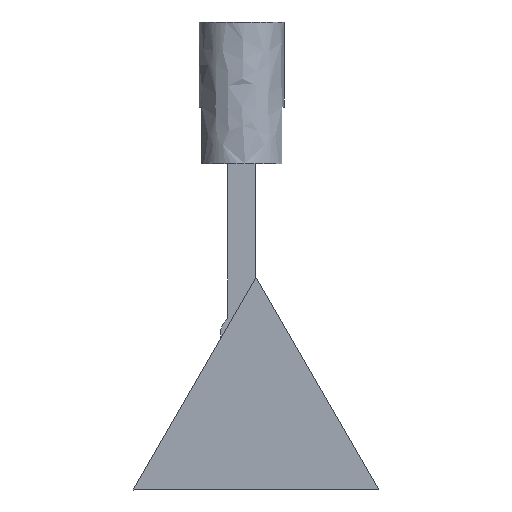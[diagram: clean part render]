
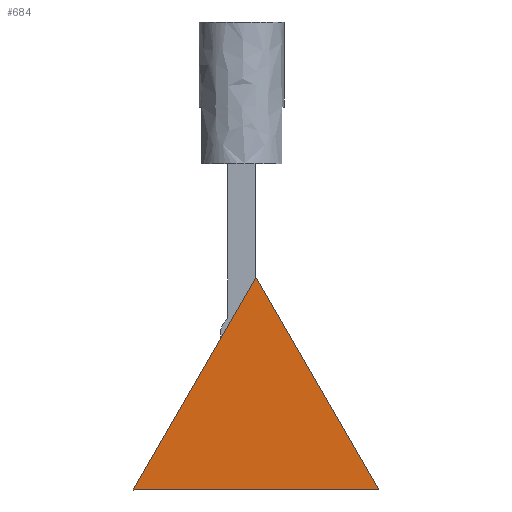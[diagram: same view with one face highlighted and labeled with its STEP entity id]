
A CAD part, left-side view. The second image highlights one B-rep face of the part: STEP entity #684.
In plain terms, the highlighted free-form (B-spline) face has degree [1, 1] with [2, 2] control points.
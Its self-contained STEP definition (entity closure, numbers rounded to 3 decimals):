
#623 = VERTEX_POINT('',#624);
#624 = CARTESIAN_POINT('',(-12.958,-6.479,
    -51.831));
#629 = EDGE_CURVE('',#623,#630,#632,.T.);
#630 = VERTEX_POINT('',#631);
#631 = CARTESIAN_POINT('',(-12.958,-62.587,
    -149.014));
#632 = B_SPLINE_CURVE_WITH_KNOTS('',1,(#633,#634),.UNSPECIFIED.,.F.,.F.,
  (2,2),(0.,86.603),.PIECEWISE_BEZIER_KNOTS.);
#633 = CARTESIAN_POINT('',(-12.958,-6.479,
    -51.831));
#634 = CARTESIAN_POINT('',(-12.958,-62.587,
    -149.014));
#651 = VERTEX_POINT('',#652);
#652 = CARTESIAN_POINT('',(-12.958,49.63,
    -149.014));
#657 = EDGE_CURVE('',#651,#623,#658,.T.);
#658 = B_SPLINE_CURVE_WITH_KNOTS('',1,(#659,#660),.UNSPECIFIED.,.F.,.F.,
  (2,2),(0.,86.603),.PIECEWISE_BEZIER_KNOTS.);
#659 = CARTESIAN_POINT('',(-12.958,49.63,
    -149.014));
#660 = CARTESIAN_POINT('',(-12.958,-6.479,
    -51.831));
#673 = EDGE_CURVE('',#630,#651,#674,.T.);
#674 = B_SPLINE_CURVE_WITH_KNOTS('',1,(#675,#676),.UNSPECIFIED.,.F.,.F.,
  (2,2),(0.,86.603),.PIECEWISE_BEZIER_KNOTS.);
#675 = CARTESIAN_POINT('',(-12.958,-62.587,
    -149.014));
#676 = CARTESIAN_POINT('',(-12.958,49.63,
    -149.014));
#684 = ADVANCED_FACE('',(#685),#690,.F.);
#685 = FACE_BOUND('',#686,.F.);
#686 = EDGE_LOOP('',(#687,#688,#689));
#687 = ORIENTED_EDGE('',*,*,#629,.T.);
#688 = ORIENTED_EDGE('',*,*,#673,.T.);
#689 = ORIENTED_EDGE('',*,*,#657,.T.);
#690 = B_SPLINE_SURFACE_WITH_KNOTS('',1,1,(
    (#691,#692)
    ,(#693,#694
    )),.UNSPECIFIED.,.F.,.F.,.F.,(2,2),(2,2),(-25.,50.),(
    -43.301,43.301),.PIECEWISE_BEZIER_KNOTS.);
#691 = CARTESIAN_POINT('',(-12.958,49.63,
    -149.014));
#692 = CARTESIAN_POINT('',(-12.958,-62.587,
    -149.014));
#693 = CARTESIAN_POINT('',(-12.958,49.63,
    -51.831));
#694 = CARTESIAN_POINT('',(-12.958,-62.587,
    -51.831));
